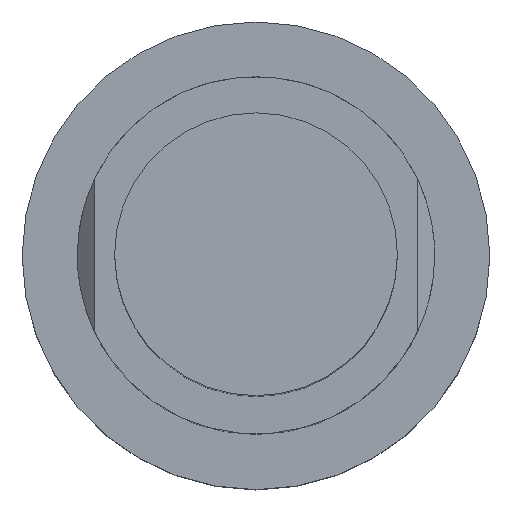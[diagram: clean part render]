
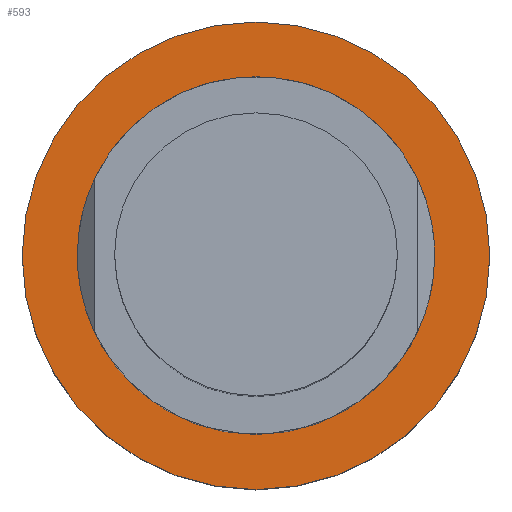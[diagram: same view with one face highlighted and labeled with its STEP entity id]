
A CAD part, top view. The second image highlights one B-rep face of the part: STEP entity #593.
In plain terms, the highlighted planar face has unit normal (0, 0, 1).
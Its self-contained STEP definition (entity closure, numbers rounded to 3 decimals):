
#36 = EDGE_LOOP ( 'NONE', ( #158, #166 ) ) ;
#50 = PLANE ( 'NONE',  #185 ) ;
#80 = AXIS2_PLACEMENT_3D ( 'NONE', #235, #735, #677 ) ;
#107 = CIRCLE ( 'NONE', #565, 21. ) ;
#136 = EDGE_LOOP ( 'NONE', ( #147, #372 ) ) ;
#147 = ORIENTED_EDGE ( 'NONE', *, *, #241, .T. ) ;
#156 = DIRECTION ( 'NONE',  ( 0., 0., 1. ) ) ;
#158 = ORIENTED_EDGE ( 'NONE', *, *, #307, .F. ) ;
#166 = ORIENTED_EDGE ( 'NONE', *, *, #535, .F. ) ;
#167 = CARTESIAN_POINT ( 'NONE',  ( -21., 0., -80. ) ) ;
#185 = AXIS2_PLACEMENT_3D ( 'NONE', #288, #229, #357 ) ;
#199 = VERTEX_POINT ( 'NONE', #653 ) ;
#229 = DIRECTION ( 'NONE',  ( 0., 0., -1. ) ) ;
#235 = CARTESIAN_POINT ( 'NONE',  ( 0., 0., -80. ) ) ;
#241 = EDGE_CURVE ( 'NONE', #773, #556, #107, .T. ) ;
#263 = FACE_OUTER_BOUND ( 'NONE', #136, .T. ) ;
#285 = CIRCLE ( 'NONE', #568, 16. ) ;
#288 = CARTESIAN_POINT ( 'NONE',  ( 0., 16., -80. ) ) ;
#296 = DIRECTION ( 'NONE',  ( 0., 0., 1. ) ) ;
#307 = EDGE_CURVE ( 'NONE', #199, #628, #383, .T. ) ;
#357 = DIRECTION ( 'NONE',  ( -1., 0., 0. ) ) ;
#364 = CARTESIAN_POINT ( 'NONE',  ( 0., 0., -80. ) ) ;
#372 = ORIENTED_EDGE ( 'NONE', *, *, #583, .T. ) ;
#383 = CIRCLE ( 'NONE', #80, 16. ) ;
#392 = CARTESIAN_POINT ( 'NONE',  ( 21., 0., -80. ) ) ;
#404 = AXIS2_PLACEMENT_3D ( 'NONE', #364, #296, #728 ) ;
#449 = CARTESIAN_POINT ( 'NONE',  ( 0., 0., -80. ) ) ;
#484 = CARTESIAN_POINT ( 'NONE',  ( 0., 0., -80. ) ) ;
#530 = DIRECTION ( 'NONE',  ( 1., 0., 0. ) ) ;
#535 = EDGE_CURVE ( 'NONE', #628, #199, #285, .T. ) ;
#556 = VERTEX_POINT ( 'NONE', #167 ) ;
#565 = AXIS2_PLACEMENT_3D ( 'NONE', #449, #575, #642 ) ;
#568 = AXIS2_PLACEMENT_3D ( 'NONE', #484, #156, #530 ) ;
#575 = DIRECTION ( 'NONE',  ( 0., 0., 1. ) ) ;
#583 = EDGE_CURVE ( 'NONE', #556, #773, #703, .T. ) ;
#593 = ADVANCED_FACE ( 'NONE', ( #604, #263 ), #50, .F. ) ;
#604 = FACE_BOUND ( 'NONE', #36, .T. ) ;
#628 = VERTEX_POINT ( 'NONE', #666 ) ;
#642 = DIRECTION ( 'NONE',  ( 1., 0., 0. ) ) ;
#653 = CARTESIAN_POINT ( 'NONE',  ( 16., 0., -80. ) ) ;
#666 = CARTESIAN_POINT ( 'NONE',  ( -16., 0., -80. ) ) ;
#677 = DIRECTION ( 'NONE',  ( 1., 0., 0. ) ) ;
#703 = CIRCLE ( 'NONE', #404, 21. ) ;
#728 = DIRECTION ( 'NONE',  ( 1., 0., 0. ) ) ;
#735 = DIRECTION ( 'NONE',  ( 0., 0., 1. ) ) ;
#773 = VERTEX_POINT ( 'NONE', #392 ) ;
